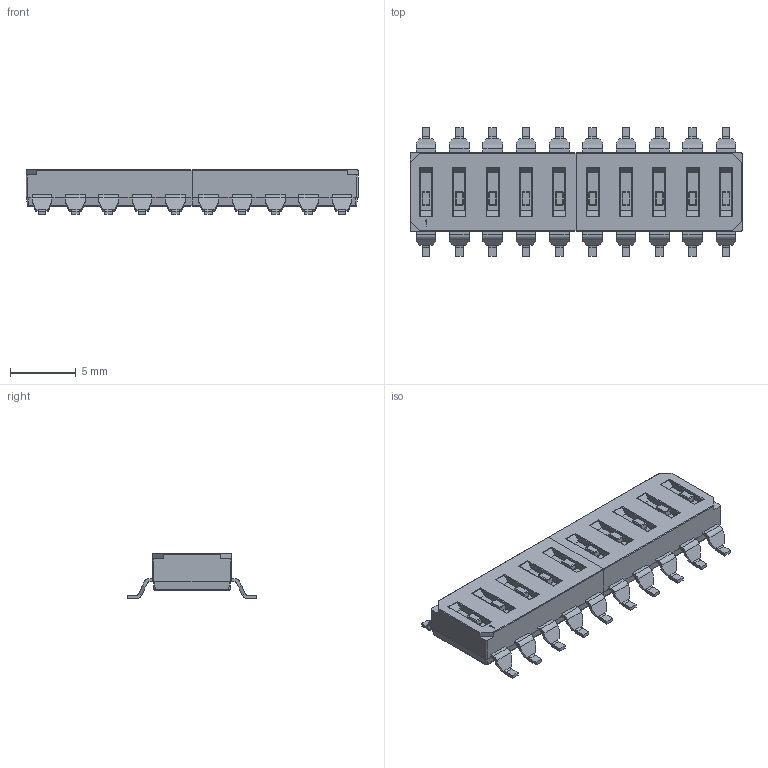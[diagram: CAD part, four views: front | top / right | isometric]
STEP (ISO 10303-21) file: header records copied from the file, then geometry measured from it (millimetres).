
FILE_DESCRIPTION(('FreeCAD Model'),'2;1');
FILE_NAME('Open CASCADE Shape Model','2021-11-28T03:27:29',(''),(''), 'Open CASCADE STEP processor 7.5','FreeCAD','Unknown');
FILE_SCHEMA(('AUTOMOTIVE_DESIGN { 1 0 10303 214 1 1 1 1 }'));
Length unit declared in the file: millimetre
Products named in the file (1): SW_DIP_x10_6.71_2.54_SMT_lp
Bounding box: 25.3 x 9.8 x 3.4 mm (x, y, z)
Volume: 423.3 mm3; surface area: 657.4 mm2
Topology: 1 solids, 1 shells, 778 faces, 2041 edges, 1286 vertices
Faces by surface type: plane 454, cylinder 280, sphere 44
Entity records: 29468 total; most frequent: CARTESIAN_POINT 4970, ORIENTED_EDGE 4082, DIRECTION 3771, EDGE_CURVE 2041, LINE 1525, VECTOR 1525, VERTEX_POINT 1286, AXIS2_PLACEMENT_3D 1123
